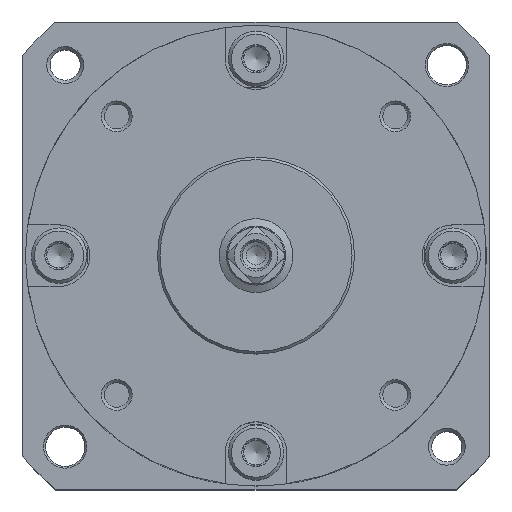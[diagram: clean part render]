
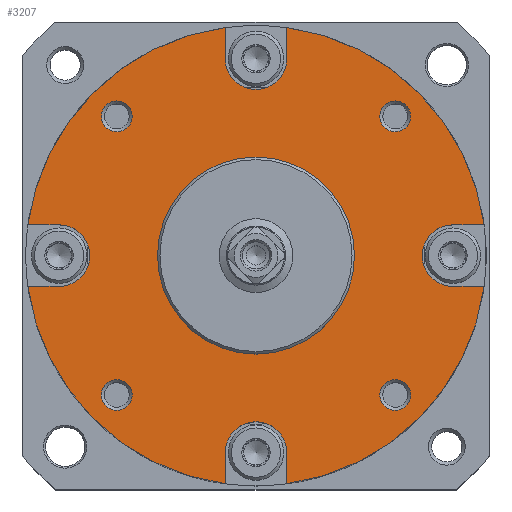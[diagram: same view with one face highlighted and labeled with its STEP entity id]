
A CAD part, top view. The second image highlights one B-rep face of the part: STEP entity #3207.
In plain terms, the highlighted face is planar.
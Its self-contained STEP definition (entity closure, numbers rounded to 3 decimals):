
#53=PLANE('',#3504);
#167=LINE('',#5253,#337);
#168=LINE('',#5257,#338);
#169=LINE('',#5258,#339);
#170=LINE('',#5262,#340);
#171=LINE('',#5263,#341);
#172=LINE('',#5267,#342);
#173=LINE('',#5268,#343);
#174=LINE('',#5272,#344);
#337=VECTOR('',#4030,1000.);
#338=VECTOR('',#4033,1000.);
#339=VECTOR('',#4034,1000.);
#340=VECTOR('',#4037,1000.);
#341=VECTOR('',#4038,1000.);
#342=VECTOR('',#4041,1000.);
#343=VECTOR('',#4042,1000.);
#344=VECTOR('',#4045,1000.);
#599=CIRCLE('',#3496,18.7);
#601=CIRCLE('',#3498,18.7);
#603=CIRCLE('',#3500,18.7);
#605=CIRCLE('',#3502,18.7);
#607=CIRCLE('',#3505,2.5);
#608=CIRCLE('',#3506,2.5);
#609=CIRCLE('',#3507,2.5);
#610=CIRCLE('',#3508,2.5);
#611=CIRCLE('',#3509,1.25);
#612=CIRCLE('',#3510,1.25);
#613=CIRCLE('',#3511,1.25);
#614=CIRCLE('',#3512,1.25);
#615=CIRCLE('',#3513,8.);
#842=ORIENTED_EDGE('',*,*,#1700,.F.);
#843=ORIENTED_EDGE('',*,*,#1701,.F.);
#844=ORIENTED_EDGE('',*,*,#1702,.T.);
#845=ORIENTED_EDGE('',*,*,#1693,.F.);
#846=ORIENTED_EDGE('',*,*,#1703,.F.);
#847=ORIENTED_EDGE('',*,*,#1704,.T.);
#848=ORIENTED_EDGE('',*,*,#1705,.T.);
#849=ORIENTED_EDGE('',*,*,#1689,.F.);
#850=ORIENTED_EDGE('',*,*,#1706,.F.);
#851=ORIENTED_EDGE('',*,*,#1707,.T.);
#852=ORIENTED_EDGE('',*,*,#1708,.T.);
#853=ORIENTED_EDGE('',*,*,#1685,.F.);
#854=ORIENTED_EDGE('',*,*,#1709,.F.);
#855=ORIENTED_EDGE('',*,*,#1710,.T.);
#856=ORIENTED_EDGE('',*,*,#1711,.T.);
#857=ORIENTED_EDGE('',*,*,#1697,.F.);
#858=ORIENTED_EDGE('',*,*,#1712,.T.);
#859=ORIENTED_EDGE('',*,*,#1713,.T.);
#860=ORIENTED_EDGE('',*,*,#1714,.T.);
#861=ORIENTED_EDGE('',*,*,#1715,.T.);
#862=ORIENTED_EDGE('',*,*,#1716,.T.);
#1685=EDGE_CURVE('',#2089,#2091,#599,.T.);
#1689=EDGE_CURVE('',#2094,#2095,#601,.T.);
#1693=EDGE_CURVE('',#2098,#2099,#603,.T.);
#1697=EDGE_CURVE('',#2102,#2103,#605,.T.);
#1700=EDGE_CURVE('',#2105,#2102,#167,.T.);
#1701=EDGE_CURVE('',#2106,#2105,#607,.F.);
#1702=EDGE_CURVE('',#2106,#2099,#168,.T.);
#1703=EDGE_CURVE('',#2107,#2098,#169,.T.);
#1704=EDGE_CURVE('',#2107,#2108,#608,.T.);
#1705=EDGE_CURVE('',#2108,#2095,#170,.T.);
#1706=EDGE_CURVE('',#2109,#2094,#171,.T.);
#1707=EDGE_CURVE('',#2109,#2110,#609,.T.);
#1708=EDGE_CURVE('',#2110,#2091,#172,.T.);
#1709=EDGE_CURVE('',#2111,#2089,#173,.T.);
#1710=EDGE_CURVE('',#2111,#2112,#610,.T.);
#1711=EDGE_CURVE('',#2112,#2103,#174,.T.);
#1712=EDGE_CURVE('',#2113,#2113,#611,.T.);
#1713=EDGE_CURVE('',#2114,#2114,#612,.T.);
#1714=EDGE_CURVE('',#2115,#2115,#613,.T.);
#1715=EDGE_CURVE('',#2116,#2116,#614,.T.);
#1716=EDGE_CURVE('',#2117,#2117,#615,.T.);
#2089=VERTEX_POINT('',#5221);
#2091=VERTEX_POINT('',#5224);
#2094=VERTEX_POINT('',#5230);
#2095=VERTEX_POINT('',#5232);
#2098=VERTEX_POINT('',#5238);
#2099=VERTEX_POINT('',#5240);
#2102=VERTEX_POINT('',#5246);
#2103=VERTEX_POINT('',#5248);
#2105=VERTEX_POINT('',#5254);
#2106=VERTEX_POINT('',#5256);
#2107=VERTEX_POINT('',#5259);
#2108=VERTEX_POINT('',#5261);
#2109=VERTEX_POINT('',#5264);
#2110=VERTEX_POINT('',#5266);
#2111=VERTEX_POINT('',#5269);
#2112=VERTEX_POINT('',#5271);
#2113=VERTEX_POINT('',#5274);
#2114=VERTEX_POINT('',#5276);
#2115=VERTEX_POINT('',#5278);
#2116=VERTEX_POINT('',#5280);
#2117=VERTEX_POINT('',#5282);
#2431=EDGE_LOOP('',(#842,#843,#844,#845,#846,#847,#848,#849,#850,#851,#852,
#853,#854,#855,#856,#857));
#2432=EDGE_LOOP('',(#858));
#2433=EDGE_LOOP('',(#859));
#2434=EDGE_LOOP('',(#860));
#2435=EDGE_LOOP('',(#861));
#2436=EDGE_LOOP('',(#862));
#2792=FACE_BOUND('',#2431,.T.);
#2793=FACE_BOUND('',#2432,.T.);
#2794=FACE_BOUND('',#2433,.T.);
#2795=FACE_BOUND('',#2434,.T.);
#2796=FACE_BOUND('',#2435,.T.);
#2797=FACE_BOUND('',#2436,.T.);
#3207=ADVANCED_FACE('',(#2792,#2793,#2794,#2795,#2796,#2797),#53,.F.);
#3496=AXIS2_PLACEMENT_3D('',#5223,#4005,#4006);
#3498=AXIS2_PLACEMENT_3D('',#5231,#4011,#4012);
#3500=AXIS2_PLACEMENT_3D('',#5239,#4017,#4018);
#3502=AXIS2_PLACEMENT_3D('',#5247,#4023,#4024);
#3504=AXIS2_PLACEMENT_3D('',#5252,#4028,#4029);
#3505=AXIS2_PLACEMENT_3D('',#5255,#4031,#4032);
#3506=AXIS2_PLACEMENT_3D('',#5260,#4035,#4036);
#3507=AXIS2_PLACEMENT_3D('',#5265,#4039,#4040);
#3508=AXIS2_PLACEMENT_3D('',#5270,#4043,#4044);
#3509=AXIS2_PLACEMENT_3D('',#5273,#4046,#4047);
#3510=AXIS2_PLACEMENT_3D('',#5275,#4048,#4049);
#3511=AXIS2_PLACEMENT_3D('',#5277,#4050,#4051);
#3512=AXIS2_PLACEMENT_3D('',#5279,#4052,#4053);
#3513=AXIS2_PLACEMENT_3D('',#5281,#4054,#4055);
#4005=DIRECTION('',(1.,0.,0.));
#4006=DIRECTION('',(0.,0.,-1.));
#4011=DIRECTION('',(1.,0.,0.));
#4012=DIRECTION('',(0.,0.,-1.));
#4017=DIRECTION('',(1.,0.,0.));
#4018=DIRECTION('',(0.,0.,-1.));
#4023=DIRECTION('',(1.,0.,0.));
#4024=DIRECTION('',(0.,0.,-1.));
#4028=DIRECTION('',(1.,0.,0.));
#4029=DIRECTION('',(0.,0.,-1.));
#4030=DIRECTION('',(0.,1.,0.));
#4031=DIRECTION('',(1.,0.,0.));
#4032=DIRECTION('',(0.,0.,-1.));
#4033=DIRECTION('',(0.,1.,0.));
#4034=DIRECTION('',(0.,0.,-1.));
#4035=DIRECTION('',(1.,0.,0.));
#4036=DIRECTION('',(0.,0.,-1.));
#4037=DIRECTION('',(0.,0.,-1.));
#4038=DIRECTION('',(0.,-1.,0.));
#4039=DIRECTION('',(1.,0.,0.));
#4040=DIRECTION('',(0.,0.,-1.));
#4041=DIRECTION('',(0.,-1.,0.));
#4042=DIRECTION('',(0.,0.,1.));
#4043=DIRECTION('',(1.,0.,0.));
#4044=DIRECTION('',(0.,0.,-1.));
#4045=DIRECTION('',(0.,0.,1.));
#4046=DIRECTION('',(1.,0.,0.));
#4047=DIRECTION('',(0.,0.,-1.));
#4048=DIRECTION('',(1.,0.,0.));
#4049=DIRECTION('',(0.,0.,-1.));
#4050=DIRECTION('',(1.,0.,0.));
#4051=DIRECTION('',(0.,0.,-1.));
#4052=DIRECTION('',(1.,0.,0.));
#4053=DIRECTION('',(0.,0.,-1.));
#4054=DIRECTION('',(1.,0.,0.));
#4055=DIRECTION('',(0.,0.,-1.));
#5221=CARTESIAN_POINT('',(-23.,-2.5,18.532));
#5223=CARTESIAN_POINT('',(-23.,0.,0.));
#5224=CARTESIAN_POINT('',(-23.,-18.532,2.5));
#5230=CARTESIAN_POINT('',(-23.,-18.532,-2.5));
#5231=CARTESIAN_POINT('',(-23.,0.,0.));
#5232=CARTESIAN_POINT('',(-23.,-2.5,-18.532));
#5238=CARTESIAN_POINT('',(-23.,2.5,-18.532));
#5239=CARTESIAN_POINT('',(-23.,0.,0.));
#5240=CARTESIAN_POINT('',(-23.,18.532,-2.5));
#5246=CARTESIAN_POINT('',(-23.,18.532,2.5));
#5247=CARTESIAN_POINT('',(-23.,0.,0.));
#5248=CARTESIAN_POINT('',(-23.,2.5,18.532));
#5252=CARTESIAN_POINT('',(-23.,8.,0.));
#5253=CARTESIAN_POINT('',(-23.,8.,2.5));
#5254=CARTESIAN_POINT('',(-23.,16.,2.5));
#5255=CARTESIAN_POINT('',(-23.,16.,0.));
#5256=CARTESIAN_POINT('',(-23.,16.,-2.5));
#5257=CARTESIAN_POINT('',(-23.,16.,-2.5));
#5258=CARTESIAN_POINT('',(-23.,2.5,0.));
#5259=CARTESIAN_POINT('',(-23.,2.5,-16.));
#5260=CARTESIAN_POINT('',(-23.,0.,-16.));
#5261=CARTESIAN_POINT('',(-23.,-2.5,-16.));
#5262=CARTESIAN_POINT('',(-23.,-2.5,-16.));
#5263=CARTESIAN_POINT('',(-23.,8.,-2.5));
#5264=CARTESIAN_POINT('',(-23.,-16.,-2.5));
#5265=CARTESIAN_POINT('',(-23.,-16.,0.));
#5266=CARTESIAN_POINT('',(-23.,-16.,2.5));
#5267=CARTESIAN_POINT('',(-23.,-16.,2.5));
#5268=CARTESIAN_POINT('',(-23.,-2.5,0.));
#5269=CARTESIAN_POINT('',(-23.,-2.5,16.));
#5270=CARTESIAN_POINT('',(-23.,0.,16.));
#5271=CARTESIAN_POINT('',(-23.,2.5,16.));
#5272=CARTESIAN_POINT('',(-23.,2.5,16.));
#5273=CARTESIAN_POINT('',(-23.,11.314,-11.314));
#5274=CARTESIAN_POINT('',(-23.,11.314,-12.564));
#5275=CARTESIAN_POINT('',(-23.,-11.314,11.314));
#5276=CARTESIAN_POINT('',(-23.,-11.314,10.064));
#5277=CARTESIAN_POINT('',(-23.,-11.314,-11.314));
#5278=CARTESIAN_POINT('',(-23.,-11.314,-12.564));
#5279=CARTESIAN_POINT('',(-23.,11.314,11.314));
#5280=CARTESIAN_POINT('',(-23.,11.314,10.064));
#5281=CARTESIAN_POINT('',(-23.,0.,0.));
#5282=CARTESIAN_POINT('',(-23.,0.,-8.));
